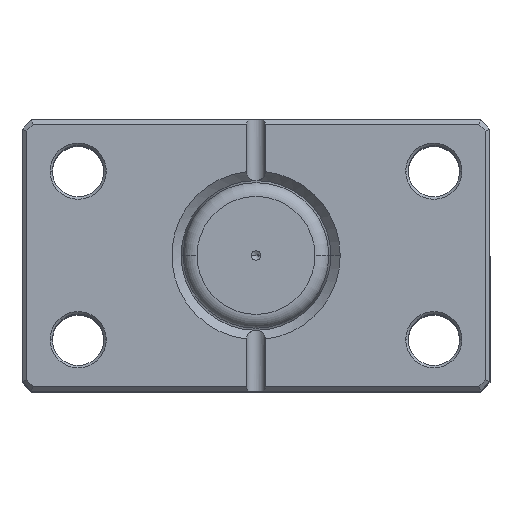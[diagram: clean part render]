
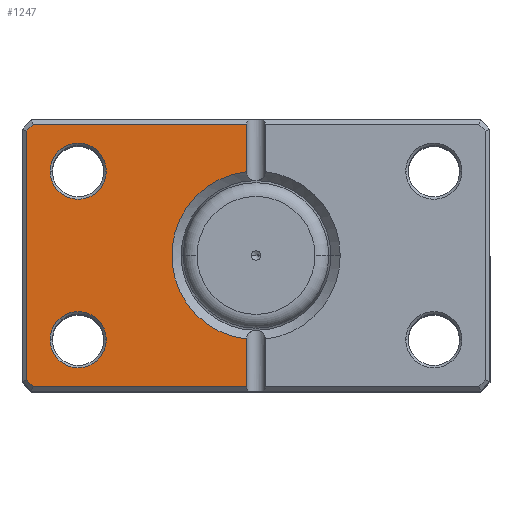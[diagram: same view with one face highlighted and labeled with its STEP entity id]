
A CAD part, top view. The second image highlights one B-rep face of the part: STEP entity #1247.
In plain terms, the highlighted face is planar.
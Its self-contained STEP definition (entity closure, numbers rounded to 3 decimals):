
#17 = VECTOR ( 'NONE', #2036, 1000. ) ;
#81 = VECTOR ( 'NONE', #2009, 1000. ) ;
#115 = VECTOR ( 'NONE', #1943, 1000. ) ;
#149 = CIRCLE ( 'NONE', #1728, 6. ) ;
#167 = CARTESIAN_POINT ( 'NONE',  ( 47.586, -28., 0. ) ) ;
#177 = FACE_OUTER_BOUND ( 'NONE', #3375, .T. ) ;
#220 = CARTESIAN_POINT ( 'NONE',  ( 44., -18., 0. ) ) ;
#343 = FACE_BOUND ( 'NONE', #561, .T. ) ;
#368 = LINE ( 'NONE', #1933, #5474 ) ;
#425 = VERTEX_POINT ( 'NONE', #167 ) ;
#442 = LINE ( 'NONE', #3382, #5536 ) ;
#460 = EDGE_CURVE ( 'NONE', #1097, #4885, #2885, .T. ) ;
#470 = VERTEX_POINT ( 'NONE', #220 ) ;
#497 = EDGE_CURVE ( 'NONE', #470, #1840, #4996, .T. ) ;
#561 = EDGE_LOOP ( 'NONE', ( #3146, #4417 ) ) ;
#757 = CARTESIAN_POINT ( 'NONE',  ( 2., 29., 0. ) ) ;
#760 = AXIS2_PLACEMENT_3D ( 'NONE', #1459, #4835, #1953 ) ;
#763 = CARTESIAN_POINT ( 'NONE',  ( 2., -17.889, 0. ) ) ;
#764 = CARTESIAN_POINT ( 'NONE',  ( 0., 0., 0. ) ) ;
#794 = ORIENTED_EDGE ( 'NONE', *, *, #460, .T. ) ;
#847 = DIRECTION ( 'NONE',  ( 0., 0., 1. ) ) ;
#869 = DIRECTION ( 'NONE',  ( 1., 0., 0. ) ) ;
#956 = ORIENTED_EDGE ( 'NONE', *, *, #1160, .T. ) ;
#973 = VERTEX_POINT ( 'NONE', #5713 ) ;
#1041 = AXIS2_PLACEMENT_3D ( 'NONE', #764, #847, #869 ) ;
#1097 = VERTEX_POINT ( 'NONE', #763 ) ;
#1160 = EDGE_CURVE ( 'NONE', #3414, #3391, #5049, .T. ) ;
#1196 = DIRECTION ( 'NONE',  ( -0.707, -0.707, 0. ) ) ;
#1247 = ADVANCED_FACE ( 'NONE', ( #343, #1569, #177 ), #4350, .F. ) ;
#1292 = CARTESIAN_POINT ( 'NONE',  ( 32., -18., 0. ) ) ;
#1295 = LINE ( 'NONE', #757, #6303 ) ;
#1334 = CARTESIAN_POINT ( 'NONE',  ( 38., -18., 0. ) ) ;
#1357 = CARTESIAN_POINT ( 'NONE',  ( 38., 18., 0. ) ) ;
#1400 = CARTESIAN_POINT ( 'NONE',  ( 2., 17.889, 0. ) ) ;
#1459 = CARTESIAN_POINT ( 'NONE',  ( 38., 18., 0. ) ) ;
#1521 = CARTESIAN_POINT ( 'NONE',  ( 0., -28., 0. ) ) ;
#1569 = FACE_BOUND ( 'NONE', #5382, .T. ) ;
#1728 = AXIS2_PLACEMENT_3D ( 'NONE', #1334, #4720, #1846 ) ;
#1840 = VERTEX_POINT ( 'NONE', #1292 ) ;
#1846 = DIRECTION ( 'NONE',  ( 1., 0., 0. ) ) ;
#1864 = DIRECTION ( 'NONE',  ( 1., 0., 0. ) ) ;
#1888 = CARTESIAN_POINT ( 'NONE',  ( 37.793, 37.793, 0. ) ) ;
#1933 = CARTESIAN_POINT ( 'NONE',  ( 0., 28., 0. ) ) ;
#1943 = DIRECTION ( 'NONE',  ( 0.707, -0.707, 0. ) ) ;
#1953 = DIRECTION ( 'NONE',  ( 1., 0., 0. ) ) ;
#2009 = DIRECTION ( 'NONE',  ( -1., 0., 0. ) ) ;
#2018 = ORIENTED_EDGE ( 'NONE', *, *, #4810, .T. ) ;
#2036 = DIRECTION ( 'NONE',  ( 0., 1., 0. ) ) ;
#2079 = EDGE_CURVE ( 'NONE', #4693, #2211, #5766, .T. ) ;
#2125 = EDGE_CURVE ( 'NONE', #973, #3414, #368, .T. ) ;
#2211 = VERTEX_POINT ( 'NONE', #5880 ) ;
#2317 = ORIENTED_EDGE ( 'NONE', *, *, #3038, .T. ) ;
#2325 = CARTESIAN_POINT ( 'NONE',  ( 49., 26.586, 0. ) ) ;
#2431 = DIRECTION ( 'NONE',  ( 0., -1., 0. ) ) ;
#2437 = AXIS2_PLACEMENT_3D ( 'NONE', #4729, #5213, #5275 ) ;
#2471 = ORIENTED_EDGE ( 'NONE', *, *, #5060, .T. ) ;
#2531 = CARTESIAN_POINT ( 'NONE',  ( 38., -18., 0. ) ) ;
#2594 = DIRECTION ( 'NONE',  ( 0., 0., 1. ) ) ;
#2611 = DIRECTION ( 'NONE',  ( 1., 0., 0. ) ) ;
#2885 = CIRCLE ( 'NONE', #1041, 18. ) ;
#2899 = VERTEX_POINT ( 'NONE', #5738 ) ;
#2943 = DIRECTION ( 'NONE',  ( 1., 0., 0. ) ) ;
#3038 = EDGE_CURVE ( 'NONE', #3391, #4742, #442, .T. ) ;
#3135 = CARTESIAN_POINT ( 'NONE',  ( 44., 18., 0. ) ) ;
#3146 = ORIENTED_EDGE ( 'NONE', *, *, #5424, .T. ) ;
#3295 = ORIENTED_EDGE ( 'NONE', *, *, #2079, .T. ) ;
#3296 = CARTESIAN_POINT ( 'NONE',  ( 47.586, 28., 0. ) ) ;
#3375 = EDGE_LOOP ( 'NONE', ( #5877, #794, #3456, #6027, #956, #2317, #6168, #2471 ) ) ;
#3382 = CARTESIAN_POINT ( 'NONE',  ( 49., 0., 0. ) ) ;
#3391 = VERTEX_POINT ( 'NONE', #2325 ) ;
#3414 = VERTEX_POINT ( 'NONE', #3296 ) ;
#3456 = ORIENTED_EDGE ( 'NONE', *, *, #4620, .T. ) ;
#3651 = CARTESIAN_POINT ( 'NONE',  ( 49., -26.586, 0. ) ) ;
#3694 = EDGE_CURVE ( 'NONE', #2899, #1097, #3965, .T. ) ;
#3965 = LINE ( 'NONE', #4926, #17 ) ;
#4175 = LINE ( 'NONE', #5603, #5503 ) ;
#4331 = AXIS2_PLACEMENT_3D ( 'NONE', #2531, #2594, #2611 ) ;
#4350 = PLANE ( 'NONE',  #2437 ) ;
#4417 = ORIENTED_EDGE ( 'NONE', *, *, #497, .T. ) ;
#4513 = EDGE_CURVE ( 'NONE', #4742, #425, #4175, .T. ) ;
#4620 = EDGE_CURVE ( 'NONE', #4885, #973, #1295, .T. ) ;
#4693 = VERTEX_POINT ( 'NONE', #3135 ) ;
#4720 = DIRECTION ( 'NONE',  ( 0., 0., 1. ) ) ;
#4729 = CARTESIAN_POINT ( 'NONE',  ( 0., 0., 0. ) ) ;
#4740 = DIRECTION ( 'NONE',  ( 0., 0., 1. ) ) ;
#4742 = VERTEX_POINT ( 'NONE', #3651 ) ;
#4810 = EDGE_CURVE ( 'NONE', #2211, #4693, #5938, .T. ) ;
#4835 = DIRECTION ( 'NONE',  ( 0., 0., 1. ) ) ;
#4885 = VERTEX_POINT ( 'NONE', #1400 ) ;
#4926 = CARTESIAN_POINT ( 'NONE',  ( 2., 29., 0. ) ) ;
#4996 = CIRCLE ( 'NONE', #4331, 6. ) ;
#5049 = LINE ( 'NONE', #1888, #115 ) ;
#5060 = EDGE_CURVE ( 'NONE', #425, #2899, #5339, .T. ) ;
#5211 = AXIS2_PLACEMENT_3D ( 'NONE', #1357, #4740, #1864 ) ;
#5213 = DIRECTION ( 'NONE',  ( 0., 0., 1. ) ) ;
#5275 = DIRECTION ( 'NONE',  ( 1., 0., 0. ) ) ;
#5339 = LINE ( 'NONE', #1521, #81 ) ;
#5382 = EDGE_LOOP ( 'NONE', ( #2018, #3295 ) ) ;
#5424 = EDGE_CURVE ( 'NONE', #1840, #470, #149, .T. ) ;
#5474 = VECTOR ( 'NONE', #2943, 1000. ) ;
#5503 = VECTOR ( 'NONE', #1196, 1000. ) ;
#5536 = VECTOR ( 'NONE', #2431, 1000. ) ;
#5603 = CARTESIAN_POINT ( 'NONE',  ( 37.793, -37.793, 0. ) ) ;
#5687 = DIRECTION ( 'NONE',  ( 0., 1., 0. ) ) ;
#5713 = CARTESIAN_POINT ( 'NONE',  ( 2., 28., 0. ) ) ;
#5738 = CARTESIAN_POINT ( 'NONE',  ( 2., -28., 0. ) ) ;
#5766 = CIRCLE ( 'NONE', #760, 6. ) ;
#5877 = ORIENTED_EDGE ( 'NONE', *, *, #3694, .T. ) ;
#5880 = CARTESIAN_POINT ( 'NONE',  ( 32., 18., 0. ) ) ;
#5938 = CIRCLE ( 'NONE', #5211, 6. ) ;
#6027 = ORIENTED_EDGE ( 'NONE', *, *, #2125, .T. ) ;
#6168 = ORIENTED_EDGE ( 'NONE', *, *, #4513, .T. ) ;
#6303 = VECTOR ( 'NONE', #5687, 1000. ) ;
